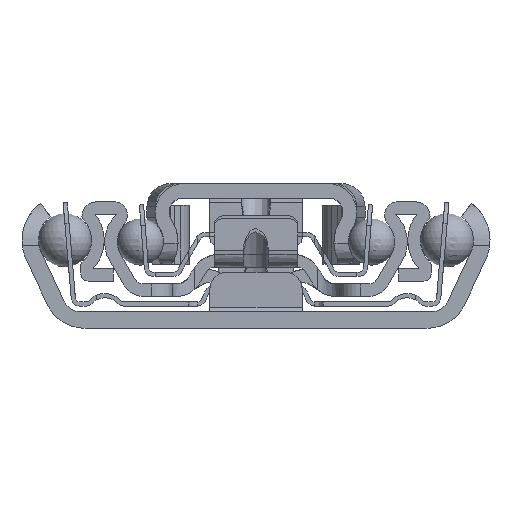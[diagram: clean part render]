
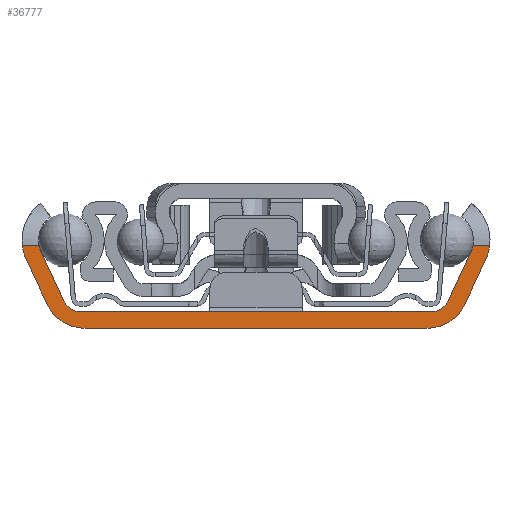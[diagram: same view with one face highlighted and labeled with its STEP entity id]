
A CAD part, left-side view. The second image highlights one B-rep face of the part: STEP entity #36777.
In plain terms, the highlighted planar face has unit normal (-1, 0, 0).
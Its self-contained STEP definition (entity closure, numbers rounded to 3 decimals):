
#641=PLANE('',#39182);
#1945=FACE_OUTER_BOUND('',#3877,.T.);
#3877=EDGE_LOOP('',(#25146,#25147,#25148,#25149,#25150,#25151,#25152,#25153,
#25154,#25155,#25156,#25157,#25158,#25159,#25160,#25161));
#5889=LINE('',#54599,#9392);
#6042=LINE('',#55885,#9545);
#6043=LINE('',#55900,#9546);
#6048=LINE('',#55913,#9551);
#6050=LINE('',#55920,#9553);
#6053=LINE('',#55929,#9556);
#6055=LINE('',#55936,#9558);
#6058=LINE('',#55943,#9561);
#9392=VECTOR('',#42952,10.);
#9545=VECTOR('',#43569,10.);
#9546=VECTOR('',#43574,10.);
#9551=VECTOR('',#43591,10.);
#9553=VECTOR('',#43599,10.);
#9556=VECTOR('',#43612,10.);
#9558=VECTOR('',#43620,10.);
#9561=VECTOR('',#43629,10.);
#13005=CIRCLE('',#39147,5.475);
#13014=CIRCLE('',#39158,3.5);
#13015=CIRCLE('',#39166,5.);
#13016=CIRCLE('',#39169,3.5);
#13017=CIRCLE('',#39172,2.);
#13018=CIRCLE('',#39174,2.);
#13019=CIRCLE('',#39177,5.475);
#13020=CIRCLE('',#39180,5.);
#14871=VERTEX_POINT('',#54597);
#14872=VERTEX_POINT('',#54598);
#15082=VERTEX_POINT('',#55809);
#15083=VERTEX_POINT('',#55824);
#15095=VERTEX_POINT('',#55854);
#15096=VERTEX_POINT('',#55865);
#15097=VERTEX_POINT('',#55869);
#15099=VERTEX_POINT('',#55888);
#15101=VERTEX_POINT('',#55907);
#15102=VERTEX_POINT('',#55908);
#15103=VERTEX_POINT('',#55915);
#15104=VERTEX_POINT('',#55919);
#15105=VERTEX_POINT('',#55925);
#15106=VERTEX_POINT('',#55931);
#15107=VERTEX_POINT('',#55935);
#15108=VERTEX_POINT('',#55939);
#18678=EDGE_CURVE('',#14871,#14872,#5889,.T.);
#18999=EDGE_CURVE('',#15082,#15083,#13005,.T.);
#19016=EDGE_CURVE('',#15095,#15096,#13014,.T.);
#19019=EDGE_CURVE('',#15097,#15095,#6042,.T.);
#19022=EDGE_CURVE('',#15099,#15082,#6043,.T.);
#19026=EDGE_CURVE('',#15101,#15102,#13015,.T.);
#19029=EDGE_CURVE('',#15083,#15101,#6048,.T.);
#19031=EDGE_CURVE('',#15103,#15099,#13016,.T.);
#19032=EDGE_CURVE('',#15104,#15103,#6050,.T.);
#19034=EDGE_CURVE('',#14872,#15104,#13017,.T.);
#19035=EDGE_CURVE('',#15105,#14871,#13018,.T.);
#19037=EDGE_CURVE('',#15096,#15105,#6053,.T.);
#19039=EDGE_CURVE('',#15106,#15097,#13019,.T.);
#19040=EDGE_CURVE('',#15107,#15106,#6055,.T.);
#19042=EDGE_CURVE('',#15108,#15107,#13020,.T.);
#19044=EDGE_CURVE('',#15102,#15108,#6058,.T.);
#25146=ORIENTED_EDGE('',*,*,#19022,.F.);
#25147=ORIENTED_EDGE('',*,*,#19031,.F.);
#25148=ORIENTED_EDGE('',*,*,#19032,.F.);
#25149=ORIENTED_EDGE('',*,*,#19034,.F.);
#25150=ORIENTED_EDGE('',*,*,#18678,.F.);
#25151=ORIENTED_EDGE('',*,*,#19035,.F.);
#25152=ORIENTED_EDGE('',*,*,#19037,.F.);
#25153=ORIENTED_EDGE('',*,*,#19016,.F.);
#25154=ORIENTED_EDGE('',*,*,#19019,.F.);
#25155=ORIENTED_EDGE('',*,*,#19039,.F.);
#25156=ORIENTED_EDGE('',*,*,#19040,.F.);
#25157=ORIENTED_EDGE('',*,*,#19042,.F.);
#25158=ORIENTED_EDGE('',*,*,#19044,.F.);
#25159=ORIENTED_EDGE('',*,*,#19026,.F.);
#25160=ORIENTED_EDGE('',*,*,#19029,.F.);
#25161=ORIENTED_EDGE('',*,*,#18999,.F.);
#36777=ADVANCED_FACE('',(#1945),#641,.F.);
#39147=AXIS2_PLACEMENT_3D('',#55825,#43535,#43536);
#39158=AXIS2_PLACEMENT_3D('',#55866,#43564,#43565);
#39166=AXIS2_PLACEMENT_3D('',#55909,#43585,#43586);
#39169=AXIS2_PLACEMENT_3D('',#55917,#43595,#43596);
#39172=AXIS2_PLACEMENT_3D('',#55923,#43603,#43604);
#39174=AXIS2_PLACEMENT_3D('',#55926,#43607,#43608);
#39177=AXIS2_PLACEMENT_3D('',#55933,#43616,#43617);
#39180=AXIS2_PLACEMENT_3D('',#55940,#43624,#43625);
#39182=AXIS2_PLACEMENT_3D('',#55944,#43630,#43631);
#42952=DIRECTION('',(0.,-1.,0.));
#43535=DIRECTION('center_axis',(1.,0.,0.));
#43536=DIRECTION('ref_axis',(0.,-0.595,0.804));
#43564=DIRECTION('center_axis',(-1.,0.,0.));
#43565=DIRECTION('ref_axis',(0.,-0.906,0.423));
#43569=DIRECTION('',(0.,-1.,0.));
#43574=DIRECTION('',(0.,-1.,0.));
#43585=DIRECTION('center_axis',(1.,0.,0.));
#43586=DIRECTION('ref_axis',(0.,-0.906,-0.423));
#43591=DIRECTION('',(0.,0.423,-0.906));
#43595=DIRECTION('center_axis',(-1.,0.,0.));
#43596=DIRECTION('ref_axis',(0.,0.593,-0.805));
#43599=DIRECTION('',(0.,-0.423,0.906));
#43603=DIRECTION('center_axis',(-1.,0.,0.));
#43604=DIRECTION('ref_axis',(0.,0.906,0.423));
#43607=DIRECTION('center_axis',(-1.,0.,0.));
#43608=DIRECTION('ref_axis',(0.,0.,1.));
#43612=DIRECTION('',(0.,-0.423,-0.906));
#43616=DIRECTION('center_axis',(1.,0.,0.));
#43617=DIRECTION('ref_axis',(0.,0.906,-0.423));
#43620=DIRECTION('',(0.,0.423,0.906));
#43624=DIRECTION('center_axis',(1.,0.,0.));
#43625=DIRECTION('ref_axis',(0.,0.,-1.));
#43629=DIRECTION('',(0.,1.,0.));
#43630=DIRECTION('center_axis',(1.,0.,0.));
#43631=DIRECTION('ref_axis',(0.,0.,-1.));
#54597=CARTESIAN_POINT('',(0.,21.049,2.));
#54598=CARTESIAN_POINT('',(0.,-21.049,2.));
#54599=CARTESIAN_POINT('',(0.,21.049,2.));
#55809=CARTESIAN_POINT('',(0.,-27.867,9.9));
#55824=CARTESIAN_POINT('',(0.,-27.387,8.186));
#55825=CARTESIAN_POINT('Origin',(0.,-22.425,10.5));
#55854=CARTESIAN_POINT('',(0.,25.873,9.9));
#55865=CARTESIAN_POINT('',(0.,25.597,9.021));
#55866=CARTESIAN_POINT('Origin',(0.,22.425,10.5));
#55869=CARTESIAN_POINT('',(0.,27.867,9.9));
#55885=CARTESIAN_POINT('',(0.,0.,9.9));
#55888=CARTESIAN_POINT('',(0.,-25.873,9.9));
#55900=CARTESIAN_POINT('',(0.,0.,9.9));
#55907=CARTESIAN_POINT('',(0.,-24.916,2.887));
#55908=CARTESIAN_POINT('',(0.,-20.384,0.));
#55909=CARTESIAN_POINT('Origin',(0.,-20.384,5.));
#55913=CARTESIAN_POINT('',(0.,-27.387,8.186));
#55915=CARTESIAN_POINT('',(0.,-25.597,9.021));
#55917=CARTESIAN_POINT('Origin',(0.,-22.425,10.5));
#55919=CARTESIAN_POINT('',(0.,-22.862,3.155));
#55920=CARTESIAN_POINT('',(0.,-22.862,3.155));
#55923=CARTESIAN_POINT('Origin',(0.,-21.049,4.));
#55925=CARTESIAN_POINT('',(0.,22.862,3.155));
#55926=CARTESIAN_POINT('Origin',(0.,21.049,4.));
#55929=CARTESIAN_POINT('',(0.,25.597,9.021));
#55931=CARTESIAN_POINT('',(0.,27.387,8.186));
#55933=CARTESIAN_POINT('Origin',(0.,22.425,10.5));
#55935=CARTESIAN_POINT('',(0.,24.916,2.887));
#55936=CARTESIAN_POINT('',(0.,24.916,2.887));
#55939=CARTESIAN_POINT('',(0.,20.384,0.));
#55940=CARTESIAN_POINT('Origin',(0.,20.384,5.));
#55943=CARTESIAN_POINT('',(0.,0.,0.));
#55944=CARTESIAN_POINT('Origin',(0.,0.,3.622));
